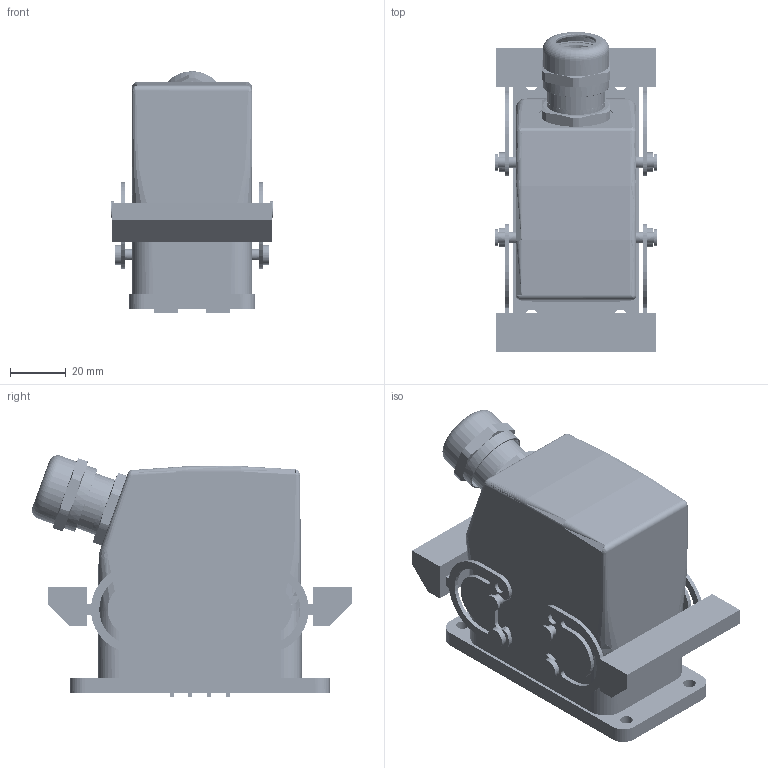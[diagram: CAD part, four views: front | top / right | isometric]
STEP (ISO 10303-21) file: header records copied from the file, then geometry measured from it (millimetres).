
FILE_DESCRIPTION(('CATIA V5 STEP Exchange','CAx-IF Rec.Pracs.--- Model Styling and Organization---1.5--- 2016-08-15','CAx-IF Rec.Pracs.---Supplemental Geometry---1.0---2011-11-01','CAx-IF Rec.Pracs.--- Composite Materials ---1.1---2010-07-15'),'2;1');
FILE_NAME ('003845-1_2', '2025-08-26T06:12:18+00:00', ('none'), ('Weidmueller'), 'CATIA Version 5-6 Release 2024 SP4', 'CATIA V5 STEP AP214 v3', 'none');
FILE_SCHEMA(('AUTOMOTIVE_DESIGN { 1 0 10303 214 1 1 1 1 }'));
Products named in the file (1): 1027680000
Bounding box: 58 x 114.58 x 86.47 mm (x, y, z)
Volume: 150048.1 mm3; surface area: 129927 mm2
Topology: 1 solids, 16 shells, 7359 faces, 21978 edges, 14457 vertices
Faces by surface type: plane 4694, cylinder 1740, cone 482, torus 276, sphere 76, bspline 63, extrusion 20, revolution 8
Entity records: 251051 total; most frequent: CARTESIAN_POINT 66521, ORIENTED_EDGE 43728, DIRECTION 29514, EDGE_CURVE 21864, VECTOR 15151, LINE 15131, VERTEX_POINT 14457, AXIS2_PLACEMENT_3D 9277
